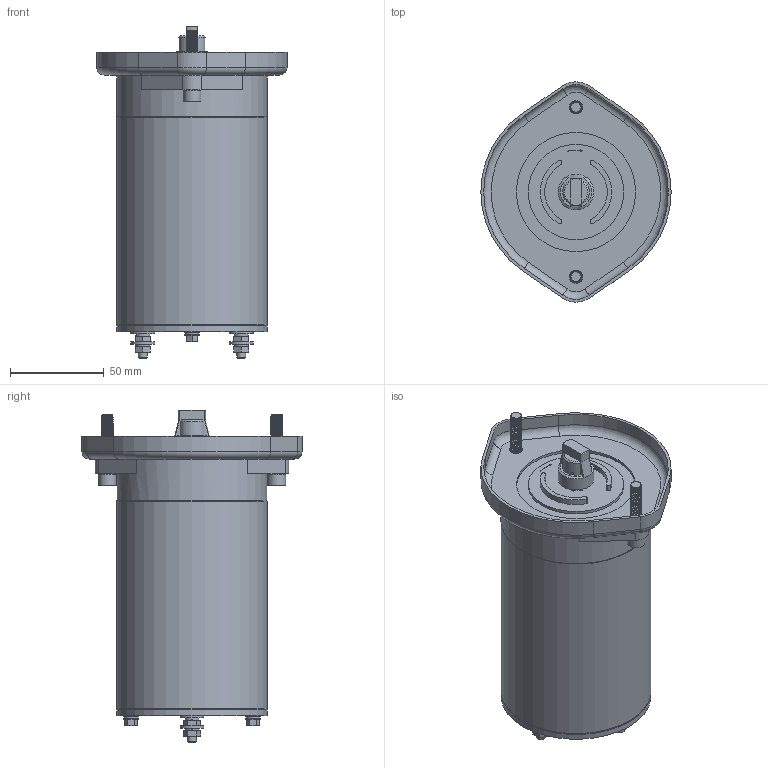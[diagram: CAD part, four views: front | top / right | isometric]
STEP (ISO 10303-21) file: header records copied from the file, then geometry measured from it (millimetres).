
FILE_DESCRIPTION (( 'STEP AP203' ), '1' );
FILE_NAME ('DER22035461_DER20054577 KM08.STEP', '2024-08-02T16:23:38', ( '' ), ( '' ), 'SwSTEP 2.0', 'SolidWorks 2022', '' );
FILE_SCHEMA (( 'CONFIG_CONTROL_DESIGN' ));
Length unit declared in the file: millimetre
Products named in the file (1): DER22035461_DER20054577 KM08
Bounding box: 101.42 x 117.4 x 176.97 mm (x, y, z)
Surface area: 68289.6 mm2 (no closed solid volume)
Topology: 0 solids, 57 shells, 432 faces, 1452 edges, 1081 vertices
Faces by surface type: cylinder 170, plane 155, cone 82, bspline 15, torus 10
Full cylindrical faces by diameter (mm): 4.826 x2, 5.49 x43, 6.35 x40, 7 x2, 7.874 x4, 9.525 x2, 12.7 x4, 19.05 x1, 50.8 x1, 63.52 x1, 79.756 x2, 80.01 x3
Entity records: 21108 total; most frequent: CARTESIAN_POINT 10367, ORIENTED_EDGE 1979, DIRECTION 1888, EDGE_CURVE 1180, VERTEX_POINT 980, AXIS2_PLACEMENT_3D 715, EDGE_LOOP 680, FACE_OUTER_BOUND 539
